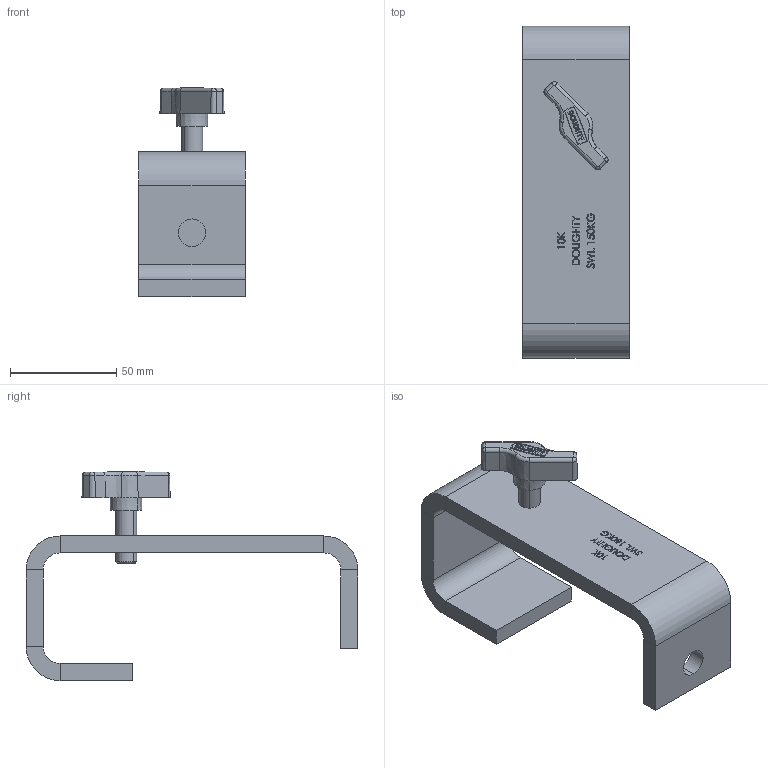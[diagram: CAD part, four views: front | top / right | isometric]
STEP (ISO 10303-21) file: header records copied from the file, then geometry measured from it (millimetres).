
FILE_DESCRIPTION (( 'STEP AP203' ), '1' );
FILE_NAME ('T20400.STEP', '2018-07-16T10:08:32', ( '' ), ( '' ), 'SwSTEP 2.0', 'SolidWorks 2016', '' );
FILE_SCHEMA (( 'CONFIG_CONTROL_DESIGN' ));
Length unit declared in the file: millimetre
Products named in the file (3): Doughty Knob_S0158; T20400; TH025
Assembly tree (2 placements, depth 2):
  T20400
    TH025
    Doughty Knob_S0158
Bounding box: 50 x 156 x 98.3 mm (x, y, z)
Volume: 121738.2 mm3; surface area: 37693.2 mm2
Topology: 2 solids, 2 shells, 373 faces, 962 edges, 628 vertices
Faces by surface type: plane 222, bspline 81, cylinder 50, cone 12, torus 8
Entity records: 16719 total; most frequent: CARTESIAN_POINT 7753, ORIENTED_EDGE 1924, DIRECTION 1526, EDGE_CURVE 962, VECTOR 668, LINE 668, VERTEX_POINT 628, AXIS2_PLACEMENT_3D 429
